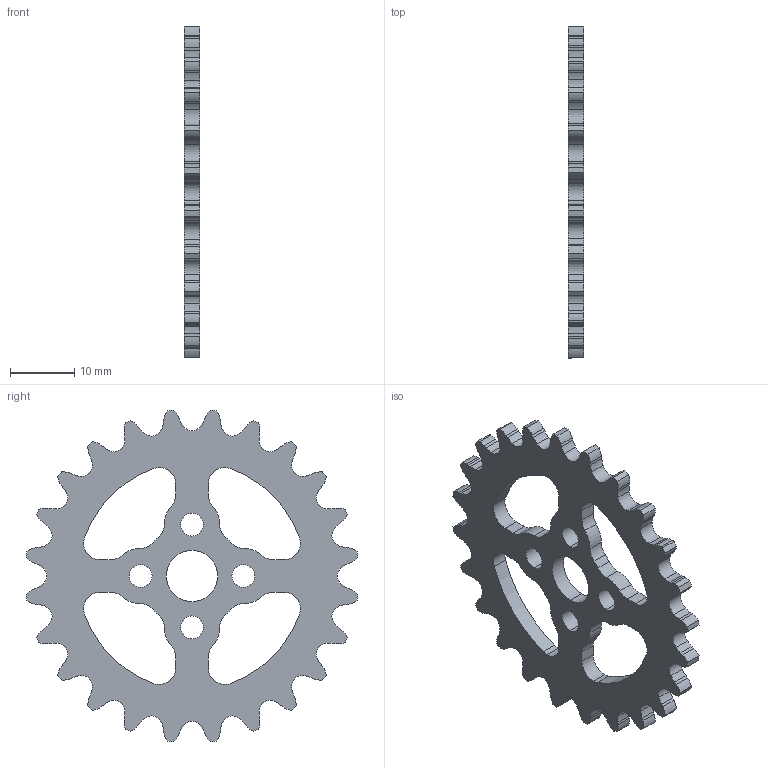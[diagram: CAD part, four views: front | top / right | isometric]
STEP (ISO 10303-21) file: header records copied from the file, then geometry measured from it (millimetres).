
FILE_DESCRIPTION (( 'STEP AP214' ), '1' );
FILE_NAME ('am-3283 24t Ninja Star Sprocket.STEP', '2015-10-07T14:19:59', ( '' ), ( '' ), 'SwSTEP 2.0', 'SolidWorks 2014', '' );
FILE_SCHEMA (( 'AUTOMOTIVE_DESIGN' ));
Length unit declared in the file: inch
Products named in the file (1): am-3283 24t Ninja Star Sprocket
Bounding box: 2.49 x 51.71 x 51.71 mm (x, y, z)
Volume: 3024.1 mm3; surface area: 3654 mm2
Topology: 1 solids, 1 shells, 267 faces, 795 edges, 530 vertices
Faces by surface type: cylinder 209, plane 58
Entity records: 9263 total; most frequent: DIRECTION 1749, CARTESIAN_POINT 1593, ORIENTED_EDGE 1590, EDGE_CURVE 795, AXIS2_PLACEMENT_3D 686, VERTEX_POINT 530, CIRCLE 418, VECTOR 377
